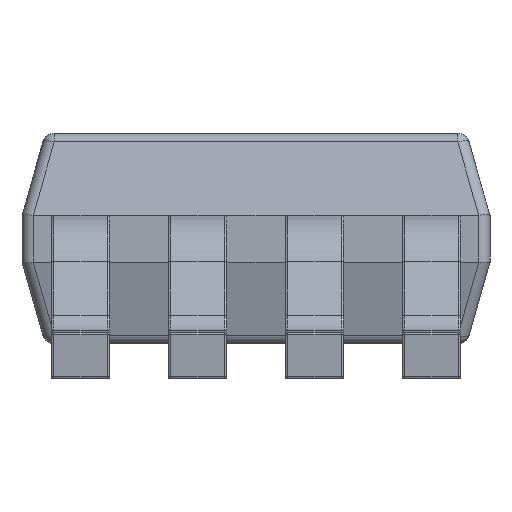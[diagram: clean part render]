
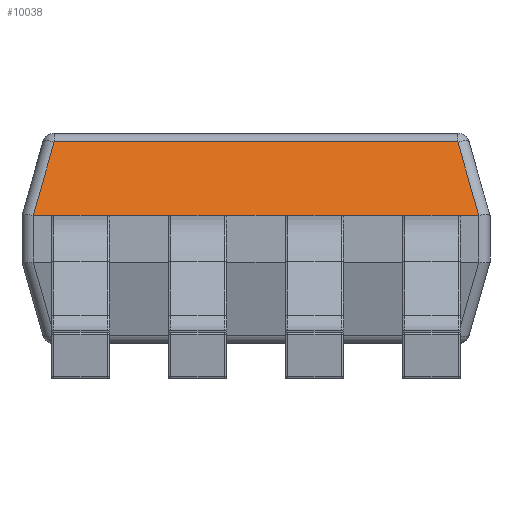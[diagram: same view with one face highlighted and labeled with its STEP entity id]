
A CAD part, left-side view. The second image highlights one B-rep face of the part: STEP entity #10038.
In plain terms, the highlighted planar face has unit normal (-0.962, 0, 0.275).
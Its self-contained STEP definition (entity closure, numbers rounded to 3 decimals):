
#582 = VERTEX_POINT ( 'NONE', #20172 ) ;
#1020 = EDGE_CURVE ( 'NONE', #33672, #36570, #38991, .T. ) ;
#3793 = CARTESIAN_POINT ( 'NONE',  ( -1.15, -0.95, 0.55 ) ) ;
#3986 = CARTESIAN_POINT ( 'NONE',  ( -1.15, -0.952, 0.55 ) ) ;
#5039 = ORIENTED_EDGE ( 'NONE', *, *, #21086, .T. ) ;
#5051 = CARTESIAN_POINT ( 'NONE',  ( -1.06, 0.862, 0.864 ) ) ;
#5669 = DIRECTION ( 'NONE',  ( 0., 1., 0. ) ) ;
#6218 = CARTESIAN_POINT ( 'NONE',  ( -1.05, 0., 0.9 ) ) ;
#6453 = CARTESIAN_POINT ( 'NONE',  ( -1.15, -0.95, 0.55 ) ) ;
#7205 = VECTOR ( 'NONE', #30502, 1000. ) ;
#7586 = EDGE_LOOP ( 'NONE', ( #30837, #20077, #34796, #9022, #5039, #23440 ) ) ;
#8495 =( BOUNDED_CURVE ( )  B_SPLINE_CURVE ( 3, ( #3793, #32131, #37796, #3986 ),
 .UNSPECIFIED., .F., .F. ) 
 B_SPLINE_CURVE_WITH_KNOTS ( ( 4, 4 ),
 ( 0., 0.038 ),
 .UNSPECIFIED. ) 
 CURVE ( )  GEOMETRIC_REPRESENTATION_ITEM ( )  RATIONAL_B_SPLINE_CURVE ( ( 1., 1., 1., 1. ) ) 
 REPRESENTATION_ITEM ( '' )  );
#9022 = ORIENTED_EDGE ( 'NONE', *, *, #39354, .T. ) ;
#9104 = LINE ( 'NONE', #33425, #31024 ) ;
#9465 = DIRECTION ( 'NONE',  ( -0.962, 0., 0.275 ) ) ;
#10038 = ADVANCED_FACE ( 'NONE', ( #26884 ), #39425, .T. ) ;
#10875 = VECTOR ( 'NONE', #18054, 1000. ) ;
#12079 = AXIS2_PLACEMENT_3D ( 'NONE', #6218, #9465, #18974 ) ;
#14832 = CARTESIAN_POINT ( 'NONE',  ( -1.06, 0., 0.864 ) ) ;
#15848 = CARTESIAN_POINT ( 'NONE',  ( -1.15, 0.95, 0.55 ) ) ;
#16052 = CARTESIAN_POINT ( 'NONE',  ( -1.15, 0.952, 0.55 ) ) ;
#17176 = CARTESIAN_POINT ( 'NONE',  ( -0.99, 0.792, 1.109 ) ) ;
#18054 = DIRECTION ( 'NONE',  ( 0., 1., 0. ) ) ;
#18145 = CARTESIAN_POINT ( 'NONE',  ( -0.99, -0.792, 1.109 ) ) ;
#18769 = EDGE_CURVE ( 'NONE', #582, #23988, #20631, .T. ) ;
#18875 = CARTESIAN_POINT ( 'NONE',  ( -1.15, 0.951, 0.55 ) ) ;
#18974 = DIRECTION ( 'NONE',  ( 0., 1., 0. ) ) ;
#19946 = LINE ( 'NONE', #14832, #10875 ) ;
#20077 = ORIENTED_EDGE ( 'NONE', *, *, #38915, .T. ) ;
#20172 = CARTESIAN_POINT ( 'NONE',  ( -1.15, -0.952, 0.55 ) ) ;
#20449 = DIRECTION ( 'NONE',  ( -0.265, 0.265, -0.927 ) ) ;
#20631 = LINE ( 'NONE', #18145, #7205 ) ;
#21086 = EDGE_CURVE ( 'NONE', #23127, #33672, #32554, .T. ) ;
#23127 = VERTEX_POINT ( 'NONE', #5051 ) ;
#23440 = ORIENTED_EDGE ( 'NONE', *, *, #1020, .T. ) ;
#23988 = VERTEX_POINT ( 'NONE', #25276 ) ;
#24311 = CARTESIAN_POINT ( 'NONE',  ( -1.15, 0.952, 0.55 ) ) ;
#25276 = CARTESIAN_POINT ( 'NONE',  ( -1.06, -0.862, 0.864 ) ) ;
#26884 = FACE_OUTER_BOUND ( 'NONE', #7586, .T. ) ;
#30502 = DIRECTION ( 'NONE',  ( 0.265, 0.265, 0.927 ) ) ;
#30837 = ORIENTED_EDGE ( 'NONE', *, *, #33696, .F. ) ;
#31024 = VECTOR ( 'NONE', #5669, 1000. ) ;
#32131 = CARTESIAN_POINT ( 'NONE',  ( -1.15, -0.951, 0.55 ) ) ;
#32554 = LINE ( 'NONE', #17176, #37466 ) ;
#33425 = CARTESIAN_POINT ( 'NONE',  ( -1.15, 1., 0.55 ) ) ;
#33672 = VERTEX_POINT ( 'NONE', #24311 ) ;
#33696 = EDGE_CURVE ( 'NONE', #33794, #36570, #9104, .T. ) ;
#33794 = VERTEX_POINT ( 'NONE', #6453 ) ;
#34796 = ORIENTED_EDGE ( 'NONE', *, *, #18769, .T. ) ;
#36570 = VERTEX_POINT ( 'NONE', #37343 ) ;
#37295 = CARTESIAN_POINT ( 'NONE',  ( -1.15, 0.951, 0.55 ) ) ;
#37343 = CARTESIAN_POINT ( 'NONE',  ( -1.15, 0.95, 0.55 ) ) ;
#37466 = VECTOR ( 'NONE', #20449, 1000. ) ;
#37796 = CARTESIAN_POINT ( 'NONE',  ( -1.15, -0.951, 0.55 ) ) ;
#38915 = EDGE_CURVE ( 'NONE', #33794, #582, #8495, .T. ) ;
#38991 =( BOUNDED_CURVE ( )  B_SPLINE_CURVE ( 3, ( #16052, #18875, #37295, #15848 ),
 .UNSPECIFIED., .F., .T. ) 
 B_SPLINE_CURVE_WITH_KNOTS ( ( 4, 4 ),
 ( 6.245, 6.283 ),
 .UNSPECIFIED. ) 
 CURVE ( )  GEOMETRIC_REPRESENTATION_ITEM ( )  RATIONAL_B_SPLINE_CURVE ( ( 1., 1., 1., 1. ) ) 
 REPRESENTATION_ITEM ( '' )  );
#39354 = EDGE_CURVE ( 'NONE', #23988, #23127, #19946, .T. ) ;
#39425 = PLANE ( 'NONE',  #12079 ) ;
